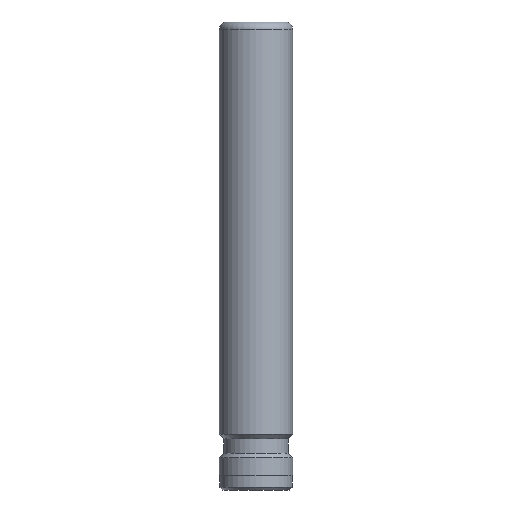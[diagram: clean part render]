
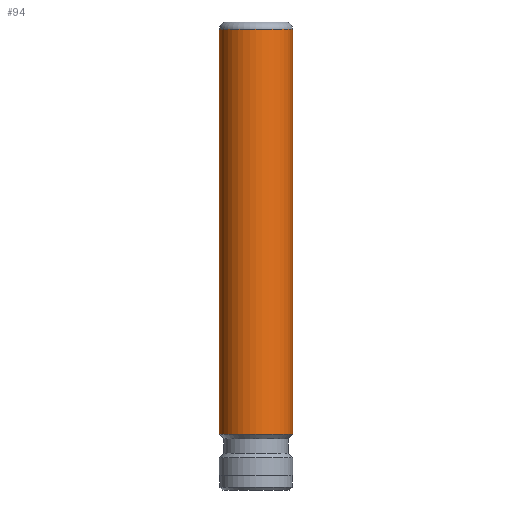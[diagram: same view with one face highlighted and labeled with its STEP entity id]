
A CAD part, front view. The second image highlights one B-rep face of the part: STEP entity #94.
In plain terms, the highlighted cylindrical face has radius 12.5 mm (diameter 25 mm), a partial arc.
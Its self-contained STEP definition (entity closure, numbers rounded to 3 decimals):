
#42 = DIRECTION ( 'NONE',  ( 0., 0., -1. ) ) ;
#43 = EDGE_CURVE ( 'NONE', #64, #600, #743, .T. ) ;
#57 = ORIENTED_EDGE ( 'NONE', *, *, #595, .T. ) ;
#64 = VERTEX_POINT ( 'NONE', #583 ) ;
#65 = VERTEX_POINT ( 'NONE', #269 ) ;
#94 = ADVANCED_FACE ( 'NONE', ( #466 ), #298, .T. ) ;
#114 = VECTOR ( 'NONE', #198, 1000. ) ;
#152 = CIRCLE ( 'NONE', #664, 12.5 ) ;
#153 = CARTESIAN_POINT ( 'NONE',  ( -12.5, 0., 157.5 ) ) ;
#159 = CARTESIAN_POINT ( 'NONE',  ( 0., 0., 160. ) ) ;
#181 = EDGE_CURVE ( 'NONE', #65, #745, #152, .T. ) ;
#198 = DIRECTION ( 'NONE',  ( 0., 0., -1. ) ) ;
#210 = ORIENTED_EDGE ( 'NONE', *, *, #484, .F. ) ;
#239 = ORIENTED_EDGE ( 'NONE', *, *, #181, .T. ) ;
#269 = CARTESIAN_POINT ( 'NONE',  ( 12.5, 0., 157.5 ) ) ;
#287 = DIRECTION ( 'NONE',  ( 1., 0., 0. ) ) ;
#297 = CARTESIAN_POINT ( 'NONE',  ( 12.5, 0., 160. ) ) ;
#298 = CYLINDRICAL_SURFACE ( 'NONE', #406, 12.5 ) ;
#299 = EDGE_LOOP ( 'NONE', ( #210, #239, #57, #722 ) ) ;
#326 = DIRECTION ( 'NONE',  ( 0., 0., -1. ) ) ;
#382 = DIRECTION ( 'NONE',  ( -1., 0., 0. ) ) ;
#406 = AXIS2_PLACEMENT_3D ( 'NONE', #159, #42, #456 ) ;
#456 = DIRECTION ( 'NONE',  ( -1., 0., 0. ) ) ;
#466 = FACE_OUTER_BOUND ( 'NONE', #299, .T. ) ;
#484 = EDGE_CURVE ( 'NONE', #65, #64, #748, .T. ) ;
#518 = CARTESIAN_POINT ( 'NONE',  ( 0., 0., 19. ) ) ;
#547 = DIRECTION ( 'NONE',  ( 0., 0., -1. ) ) ;
#583 = CARTESIAN_POINT ( 'NONE',  ( 12.5, 0., 19. ) ) ;
#595 = EDGE_CURVE ( 'NONE', #745, #600, #738, .T. ) ;
#600 = VERTEX_POINT ( 'NONE', #729 ) ;
#601 = VECTOR ( 'NONE', #547, 1000. ) ;
#648 = DIRECTION ( 'NONE',  ( 0., 0., -1. ) ) ;
#664 = AXIS2_PLACEMENT_3D ( 'NONE', #702, #648, #287 ) ;
#674 = AXIS2_PLACEMENT_3D ( 'NONE', #518, #326, #382 ) ;
#702 = CARTESIAN_POINT ( 'NONE',  ( 0., 0., 157.5 ) ) ;
#722 = ORIENTED_EDGE ( 'NONE', *, *, #43, .F. ) ;
#729 = CARTESIAN_POINT ( 'NONE',  ( -12.5, 0., 19. ) ) ;
#732 = CARTESIAN_POINT ( 'NONE',  ( -12.5, 0., 160. ) ) ;
#738 = LINE ( 'NONE', #732, #114 ) ;
#743 = CIRCLE ( 'NONE', #674, 12.5 ) ;
#745 = VERTEX_POINT ( 'NONE', #153 ) ;
#748 = LINE ( 'NONE', #297, #601 ) ;
